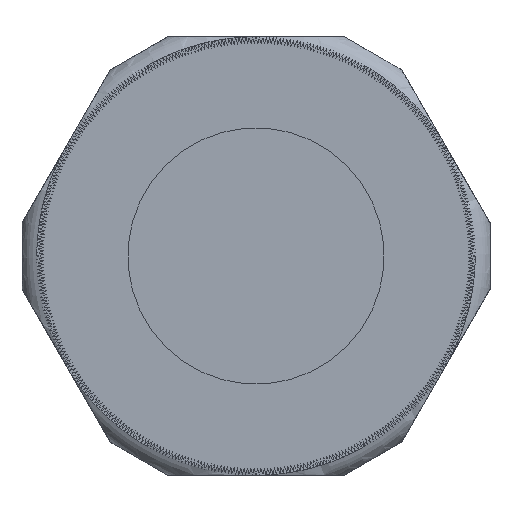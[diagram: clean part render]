
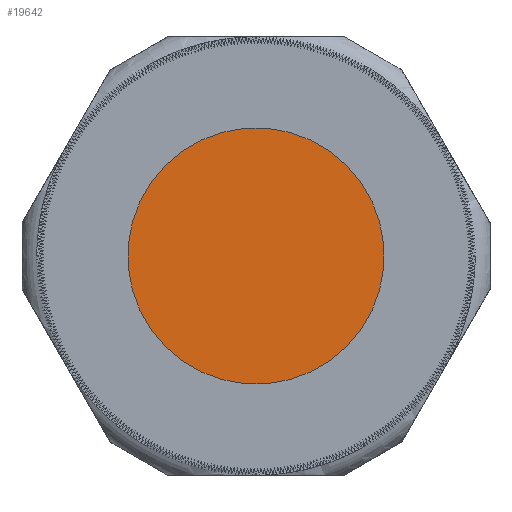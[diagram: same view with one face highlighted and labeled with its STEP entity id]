
A CAD part, left-side view. The second image highlights one B-rep face of the part: STEP entity #19642.
In plain terms, the highlighted planar face has unit normal (-1, 0, 0).
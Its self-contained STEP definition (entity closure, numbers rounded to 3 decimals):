
#269=CIRCLE('',#20778,4.97);
#1230=FACE_OUTER_BOUND('',#2220,.T.);
#2220=EDGE_LOOP('',(#17659));
#9378=VERTEX_POINT('',#32515);
#12151=EDGE_CURVE('',#9378,#9378,#269,.T.);
#17659=ORIENTED_EDGE('',*,*,#12151,.F.);
#18690=PLANE('',#20777);
#19642=ADVANCED_FACE('',(#1230),#18690,.T.);
#20777=AXIS2_PLACEMENT_3D('',#32514,#25512,#25513);
#20778=AXIS2_PLACEMENT_3D('',#32516,#25514,#25515);
#25512=DIRECTION('center_axis',(-1.,0.,0.));
#25513=DIRECTION('ref_axis',(0.,0.,1.));
#25514=DIRECTION('center_axis',(1.,0.,0.));
#25515=DIRECTION('ref_axis',(0.,0.,-1.));
#32514=CARTESIAN_POINT('Origin',(-6.1,4.97,0.));
#32515=CARTESIAN_POINT('',(-6.1,4.97,0.));
#32516=CARTESIAN_POINT('Origin',(-6.1,0.,0.));
